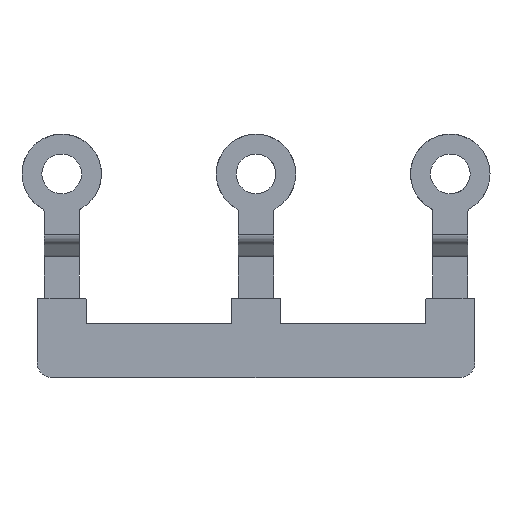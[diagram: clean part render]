
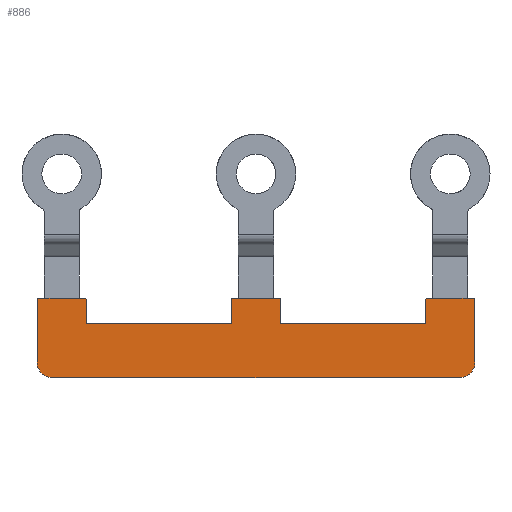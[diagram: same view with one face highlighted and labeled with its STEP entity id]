
A CAD part, front view. The second image highlights one B-rep face of the part: STEP entity #886.
In plain terms, the highlighted planar face has unit normal (0, -1, 0).
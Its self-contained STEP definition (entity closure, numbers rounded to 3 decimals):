
#61=AXIS2_PLACEMENT_3D('Circle Axis2P3D',#59,#60,$) ;
#344=AXIS2_PLACEMENT_3D('Circle Axis2P3D',#342,#343,$) ;
#392=AXIS2_PLACEMENT_3D('Circle Axis2P3D',#390,#391,$) ;
#438=AXIS2_PLACEMENT_3D('Circle Axis2P3D',#436,#437,$) ;
#487=AXIS2_PLACEMENT_3D('Circle Axis2P3D',#485,#486,$) ;
#535=AXIS2_PLACEMENT_3D('Circle Axis2P3D',#533,#534,$) ;
#583=AXIS2_PLACEMENT_3D('Circle Axis2P3D',#581,#582,$) ;
#631=AXIS2_PLACEMENT_3D('Circle Axis2P3D',#629,#630,$) ;
#679=AXIS2_PLACEMENT_3D('Circle Axis2P3D',#677,#678,$) ;
#725=AXIS2_PLACEMENT_3D('Circle Axis2P3D',#723,#724,$) ;
#774=AXIS2_PLACEMENT_3D('Circle Axis2P3D',#772,#773,$) ;
#815=AXIS2_PLACEMENT_3D('Circle Axis2P3D',#813,#814,$) ;
#843=AXIS2_PLACEMENT_3D('Plane Axis2P3D',#840,#841,#842) ;
#56=CARTESIAN_POINT('Vertex',(29.1,4.25,9.)) ;
#59=CARTESIAN_POINT('Axis2P3D Location',(29.1,4.25,8.8)) ;
#63=CARTESIAN_POINT('Vertex',(29.3,4.25,8.8)) ;
#311=CARTESIAN_POINT('Line Origine',(29.3,4.25,7.55)) ;
#315=CARTESIAN_POINT('Vertex',(29.3,4.25,6.3)) ;
#339=CARTESIAN_POINT('Vertex',(3.5,4.25,0.)) ;
#342=CARTESIAN_POINT('Axis2P3D Location',(3.5,4.25,1.8)) ;
#346=CARTESIAN_POINT('Vertex',(1.7,4.25,1.8)) ;
#366=CARTESIAN_POINT('Line Origine',(1.7,4.25,5.3)) ;
#370=CARTESIAN_POINT('Vertex',(1.7,4.25,8.8)) ;
#390=CARTESIAN_POINT('Axis2P3D Location',(1.9,4.25,8.8)) ;
#394=CARTESIAN_POINT('Vertex',(1.9,4.25,9.)) ;
#433=CARTESIAN_POINT('Vertex',(7.1,4.25,9.)) ;
#436=CARTESIAN_POINT('Axis2P3D Location',(7.1,4.25,8.8)) ;
#440=CARTESIAN_POINT('Vertex',(7.3,4.25,8.8)) ;
#461=CARTESIAN_POINT('Line Origine',(7.3,4.25,7.55)) ;
#465=CARTESIAN_POINT('Vertex',(7.3,4.25,6.3)) ;
#485=CARTESIAN_POINT('Axis2P3D Location',(7.5,4.25,6.3)) ;
#489=CARTESIAN_POINT('Vertex',(7.5,4.25,6.1)) ;
#509=CARTESIAN_POINT('Line Origine',(15.5,4.25,6.1)) ;
#513=CARTESIAN_POINT('Vertex',(23.5,4.25,6.1)) ;
#533=CARTESIAN_POINT('Axis2P3D Location',(23.5,4.25,6.3)) ;
#537=CARTESIAN_POINT('Vertex',(23.7,4.25,6.3)) ;
#557=CARTESIAN_POINT('Line Origine',(23.7,4.25,7.55)) ;
#561=CARTESIAN_POINT('Vertex',(23.7,4.25,8.8)) ;
#581=CARTESIAN_POINT('Axis2P3D Location',(29.5,4.25,6.3)) ;
#585=CARTESIAN_POINT('Vertex',(29.5,4.25,6.1)) ;
#605=CARTESIAN_POINT('Line Origine',(37.5,4.25,6.1)) ;
#609=CARTESIAN_POINT('Vertex',(45.5,4.25,6.1)) ;
#629=CARTESIAN_POINT('Axis2P3D Location',(45.5,4.25,6.3)) ;
#633=CARTESIAN_POINT('Vertex',(45.7,4.25,6.3)) ;
#653=CARTESIAN_POINT('Line Origine',(45.7,4.25,7.55)) ;
#657=CARTESIAN_POINT('Vertex',(45.7,4.25,8.8)) ;
#677=CARTESIAN_POINT('Axis2P3D Location',(45.9,4.25,8.8)) ;
#681=CARTESIAN_POINT('Vertex',(45.9,4.25,9.)) ;
#720=CARTESIAN_POINT('Vertex',(51.1,4.25,9.)) ;
#723=CARTESIAN_POINT('Axis2P3D Location',(51.1,4.25,8.8)) ;
#727=CARTESIAN_POINT('Vertex',(51.3,4.25,8.8)) ;
#748=CARTESIAN_POINT('Line Origine',(51.3,4.25,5.3)) ;
#752=CARTESIAN_POINT('Vertex',(51.3,4.25,1.8)) ;
#772=CARTESIAN_POINT('Axis2P3D Location',(49.5,4.25,1.8)) ;
#776=CARTESIAN_POINT('Vertex',(49.5,4.25,0.)) ;
#796=CARTESIAN_POINT('Line Origine',(26.5,4.25,0.)) ;
#813=CARTESIAN_POINT('Axis2P3D Location',(23.9,4.25,8.8)) ;
#817=CARTESIAN_POINT('Vertex',(23.9,4.25,9.)) ;
#840=CARTESIAN_POINT('Axis2P3D Location',(3.5,4.25,1.8)) ;
#845=CARTESIAN_POINT('Line Origine',(48.5,4.25,9.)) ;
#850=CARTESIAN_POINT('Line Origine',(26.5,4.25,9.)) ;
#855=CARTESIAN_POINT('Line Origine',(4.5,4.25,9.)) ;
#60=DIRECTION('Axis2P3D Direction',(0.,1.,0.)) ;
#312=DIRECTION('Vector Direction',(0.,0.,1.)) ;
#343=DIRECTION('Axis2P3D Direction',(0.,1.,0.)) ;
#367=DIRECTION('Vector Direction',(0.,0.,-1.)) ;
#391=DIRECTION('Axis2P3D Direction',(0.,1.,0.)) ;
#437=DIRECTION('Axis2P3D Direction',(0.,1.,0.)) ;
#462=DIRECTION('Vector Direction',(0.,0.,1.)) ;
#486=DIRECTION('Axis2P3D Direction',(0.,1.,0.)) ;
#510=DIRECTION('Vector Direction',(-1.,0.,0.)) ;
#534=DIRECTION('Axis2P3D Direction',(0.,1.,0.)) ;
#558=DIRECTION('Vector Direction',(0.,0.,-1.)) ;
#582=DIRECTION('Axis2P3D Direction',(0.,1.,0.)) ;
#606=DIRECTION('Vector Direction',(-1.,0.,0.)) ;
#630=DIRECTION('Axis2P3D Direction',(0.,1.,0.)) ;
#654=DIRECTION('Vector Direction',(0.,0.,-1.)) ;
#678=DIRECTION('Axis2P3D Direction',(0.,1.,0.)) ;
#724=DIRECTION('Axis2P3D Direction',(0.,1.,0.)) ;
#749=DIRECTION('Vector Direction',(0.,0.,1.)) ;
#773=DIRECTION('Axis2P3D Direction',(0.,1.,0.)) ;
#797=DIRECTION('Vector Direction',(1.,0.,0.)) ;
#814=DIRECTION('Axis2P3D Direction',(0.,1.,0.)) ;
#841=DIRECTION('Axis2P3D Direction',(0.,-1.,0.)) ;
#842=DIRECTION('Axis2P3D XDirection',(0.,0.,-1.)) ;
#846=DIRECTION('Vector Direction',(-1.,0.,0.)) ;
#851=DIRECTION('Vector Direction',(-1.,0.,0.)) ;
#856=DIRECTION('Vector Direction',(-1.,0.,0.)) ;
#313=VECTOR('Line Direction',#312,1.) ;
#368=VECTOR('Line Direction',#367,1.) ;
#463=VECTOR('Line Direction',#462,1.) ;
#511=VECTOR('Line Direction',#510,1.) ;
#559=VECTOR('Line Direction',#558,1.) ;
#607=VECTOR('Line Direction',#606,1.) ;
#655=VECTOR('Line Direction',#654,1.) ;
#750=VECTOR('Line Direction',#749,1.) ;
#798=VECTOR('Line Direction',#797,1.) ;
#847=VECTOR('Line Direction',#846,1.) ;
#852=VECTOR('Line Direction',#851,1.) ;
#857=VECTOR('Line Direction',#856,1.) ;
#861=ORIENTED_EDGE('',*,*,#348,.T.) ;
#862=ORIENTED_EDGE('',*,*,#800,.T.) ;
#863=ORIENTED_EDGE('',*,*,#778,.T.) ;
#864=ORIENTED_EDGE('',*,*,#754,.T.) ;
#865=ORIENTED_EDGE('',*,*,#729,.T.) ;
#866=ORIENTED_EDGE('',*,*,#849,.T.) ;
#867=ORIENTED_EDGE('',*,*,#683,.T.) ;
#868=ORIENTED_EDGE('',*,*,#659,.T.) ;
#869=ORIENTED_EDGE('',*,*,#635,.T.) ;
#870=ORIENTED_EDGE('',*,*,#611,.T.) ;
#871=ORIENTED_EDGE('',*,*,#587,.T.) ;
#872=ORIENTED_EDGE('',*,*,#317,.T.) ;
#873=ORIENTED_EDGE('',*,*,#65,.T.) ;
#874=ORIENTED_EDGE('',*,*,#854,.T.) ;
#875=ORIENTED_EDGE('',*,*,#819,.T.) ;
#876=ORIENTED_EDGE('',*,*,#563,.T.) ;
#877=ORIENTED_EDGE('',*,*,#539,.T.) ;
#878=ORIENTED_EDGE('',*,*,#515,.T.) ;
#879=ORIENTED_EDGE('',*,*,#491,.T.) ;
#880=ORIENTED_EDGE('',*,*,#467,.T.) ;
#881=ORIENTED_EDGE('',*,*,#442,.T.) ;
#882=ORIENTED_EDGE('',*,*,#859,.T.) ;
#883=ORIENTED_EDGE('',*,*,#396,.T.) ;
#884=ORIENTED_EDGE('',*,*,#372,.T.) ;
#886=ADVANCED_FACE('STH4DT_3 way Alternate shorting link_CA6199178-plastic',(#885),#844,.T.) ;
#62=CIRCLE('generated circle',#61,0.2) ;
#345=CIRCLE('generated circle',#344,1.8) ;
#393=CIRCLE('generated circle',#392,0.2) ;
#439=CIRCLE('generated circle',#438,0.2) ;
#488=CIRCLE('generated circle',#487,0.2) ;
#536=CIRCLE('generated circle',#535,0.2) ;
#584=CIRCLE('generated circle',#583,0.2) ;
#632=CIRCLE('generated circle',#631,0.2) ;
#680=CIRCLE('generated circle',#679,0.2) ;
#726=CIRCLE('generated circle',#725,0.2) ;
#775=CIRCLE('generated circle',#774,1.8) ;
#816=CIRCLE('generated circle',#815,0.2) ;
#65=EDGE_CURVE('',#64,#57,#62,.F.) ;
#317=EDGE_CURVE('',#316,#64,#314,.T.) ;
#348=EDGE_CURVE('',#347,#340,#345,.F.) ;
#372=EDGE_CURVE('',#371,#347,#369,.T.) ;
#396=EDGE_CURVE('',#395,#371,#393,.F.) ;
#442=EDGE_CURVE('',#441,#434,#439,.F.) ;
#467=EDGE_CURVE('',#466,#441,#464,.T.) ;
#491=EDGE_CURVE('',#490,#466,#488,.T.) ;
#515=EDGE_CURVE('',#514,#490,#512,.T.) ;
#539=EDGE_CURVE('',#538,#514,#536,.T.) ;
#563=EDGE_CURVE('',#562,#538,#560,.T.) ;
#587=EDGE_CURVE('',#586,#316,#584,.T.) ;
#611=EDGE_CURVE('',#610,#586,#608,.T.) ;
#635=EDGE_CURVE('',#634,#610,#632,.T.) ;
#659=EDGE_CURVE('',#658,#634,#656,.T.) ;
#683=EDGE_CURVE('',#682,#658,#680,.F.) ;
#729=EDGE_CURVE('',#728,#721,#726,.F.) ;
#754=EDGE_CURVE('',#753,#728,#751,.T.) ;
#778=EDGE_CURVE('',#777,#753,#775,.F.) ;
#800=EDGE_CURVE('',#340,#777,#799,.T.) ;
#819=EDGE_CURVE('',#818,#562,#816,.F.) ;
#849=EDGE_CURVE('',#721,#682,#848,.T.) ;
#854=EDGE_CURVE('',#57,#818,#853,.T.) ;
#859=EDGE_CURVE('',#434,#395,#858,.T.) ;
#860=EDGE_LOOP('',(#861,#862,#863,#864,#865,#866,#867,#868,#869,#870,#871,#872,#873,#874,#875,#876,#877,#878,#879,#880,#881,#882,#883,#884)) ;
#885=FACE_OUTER_BOUND('',#860,.T.) ;
#314=LINE('Line',#311,#313) ;
#369=LINE('Line',#366,#368) ;
#464=LINE('Line',#461,#463) ;
#512=LINE('Line',#509,#511) ;
#560=LINE('Line',#557,#559) ;
#608=LINE('Line',#605,#607) ;
#656=LINE('Line',#653,#655) ;
#751=LINE('Line',#748,#750) ;
#799=LINE('Line',#796,#798) ;
#848=LINE('Line',#845,#847) ;
#853=LINE('Line',#850,#852) ;
#858=LINE('Line',#855,#857) ;
#844=PLANE('',#843) ;
#57=VERTEX_POINT('',#56) ;
#64=VERTEX_POINT('',#63) ;
#316=VERTEX_POINT('',#315) ;
#340=VERTEX_POINT('',#339) ;
#347=VERTEX_POINT('',#346) ;
#371=VERTEX_POINT('',#370) ;
#395=VERTEX_POINT('',#394) ;
#434=VERTEX_POINT('',#433) ;
#441=VERTEX_POINT('',#440) ;
#466=VERTEX_POINT('',#465) ;
#490=VERTEX_POINT('',#489) ;
#514=VERTEX_POINT('',#513) ;
#538=VERTEX_POINT('',#537) ;
#562=VERTEX_POINT('',#561) ;
#586=VERTEX_POINT('',#585) ;
#610=VERTEX_POINT('',#609) ;
#634=VERTEX_POINT('',#633) ;
#658=VERTEX_POINT('',#657) ;
#682=VERTEX_POINT('',#681) ;
#721=VERTEX_POINT('',#720) ;
#728=VERTEX_POINT('',#727) ;
#753=VERTEX_POINT('',#752) ;
#777=VERTEX_POINT('',#776) ;
#818=VERTEX_POINT('',#817) ;
